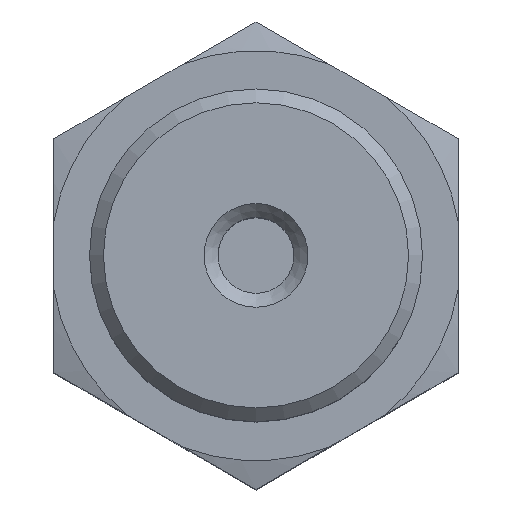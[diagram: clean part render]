
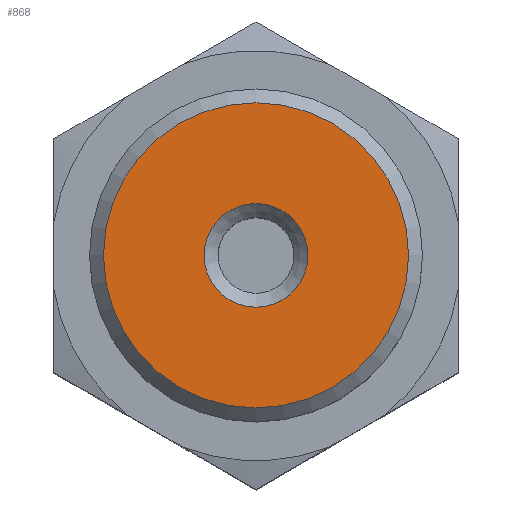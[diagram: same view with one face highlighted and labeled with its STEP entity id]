
A CAD part, top view. The second image highlights one B-rep face of the part: STEP entity #868.
In plain terms, the highlighted planar face has unit normal (0, 0, 1).
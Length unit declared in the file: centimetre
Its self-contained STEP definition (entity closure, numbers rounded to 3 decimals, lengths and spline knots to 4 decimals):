
#140=CIRCLE('',#926,0.205);
#141=CIRCLE('',#929,0.603);
#233=VERTEX_POINT('',#1296);
#234=VERTEX_POINT('',#1300);
#428=EDGE_CURVE('',#233,#233,#140,.T.);
#429=EDGE_CURVE('',#234,#234,#141,.T.);
#604=ORIENTED_EDGE('',*,*,#429,.F.);
#605=ORIENTED_EDGE('',*,*,#428,.F.);
#726=EDGE_LOOP('',(#604));
#727=EDGE_LOOP('',(#605));
#802=FACE_BOUND('',#726,.T.);
#803=FACE_BOUND('',#727,.T.);
#868=ADVANCED_FACE('',(#802,#803),#1373,.T.);
#926=AXIS2_PLACEMENT_3D('',#1295,#1058,#1059);
#928=AXIS2_PLACEMENT_3D('',#1298,#1062,$);
#929=AXIS2_PLACEMENT_3D('',#1299,#1063,#1064);
#1058=DIRECTION('',(0.,0.,1.));
#1059=DIRECTION('',(0.,-0.205,0.));
#1062=DIRECTION('',(0.,0.,1.));
#1063=DIRECTION('',(0.,0.,-1.));
#1064=DIRECTION('',(-0.603,0.,0.));
#1295=CARTESIAN_POINT('',(0.,0.,
2.2));
#1296=CARTESIAN_POINT('',(0.,0.205,2.2));
#1298=CARTESIAN_POINT('',(0.,0.,
2.2));
#1299=CARTESIAN_POINT('',(0.,0.,
2.2));
#1300=CARTESIAN_POINT('',(0.603,0.,2.2));
#1373=PLANE('',#928);
